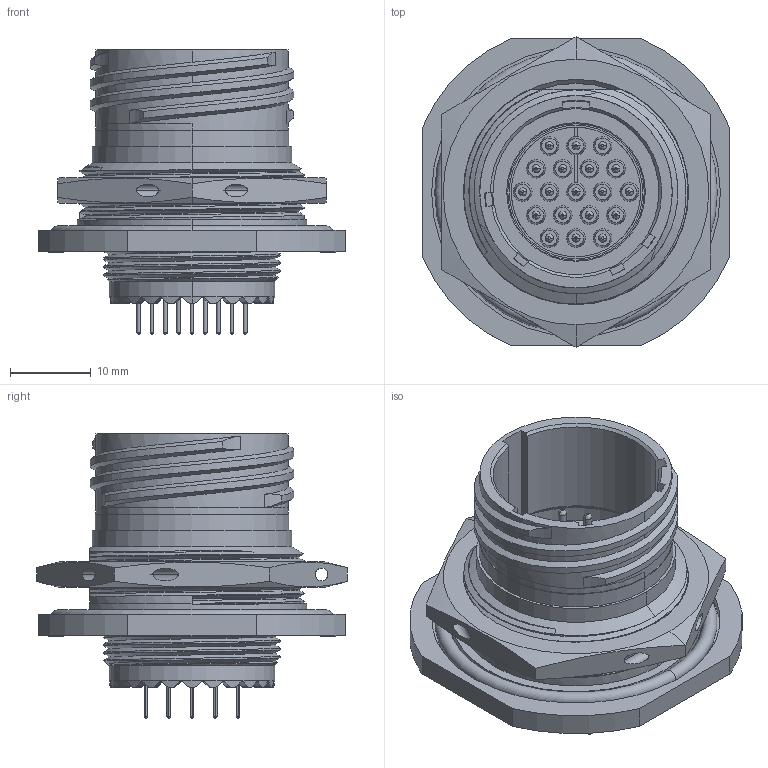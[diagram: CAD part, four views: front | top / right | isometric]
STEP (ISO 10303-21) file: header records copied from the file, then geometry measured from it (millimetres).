
FILE_DESCRIPTION((''),'2;1');
FILE_NAME('TVS07DS-15-19P-P15-_SW','2022-03-29T14:34:37',('sigmaxadm'),(''),'CREO PARAMETRIC BY PTC INC, 2021184','CREO PARAMETRIC BY PTC INC, 2021184','');
FILE_SCHEMA(('CONFIG_CONTROL_DESIGN'));
Products named in the file (1): TVS07DS-15-19P-P15-_SW
Bounding box: 38.1 x 38.48 x 35.2 mm (x, y, z)
Volume: 11057.7 mm3; surface area: 14231.7 mm2
Topology: 1 solids, 1 shells, 2098 faces, 4967 edges, 3095 vertices
Faces by surface type: plane 876, cylinder 613, torus 282, cone 217, bspline 110
Entity records: 81367 total; most frequent: CARTESIAN_POINT 32598, DIRECTION 10453, ORIENTED_EDGE 9934, EDGE_CURVE 4967, AXIS2_PLACEMENT_3D 3940, VERTEX_POINT 3095, VECTOR 2573, LINE 2573
